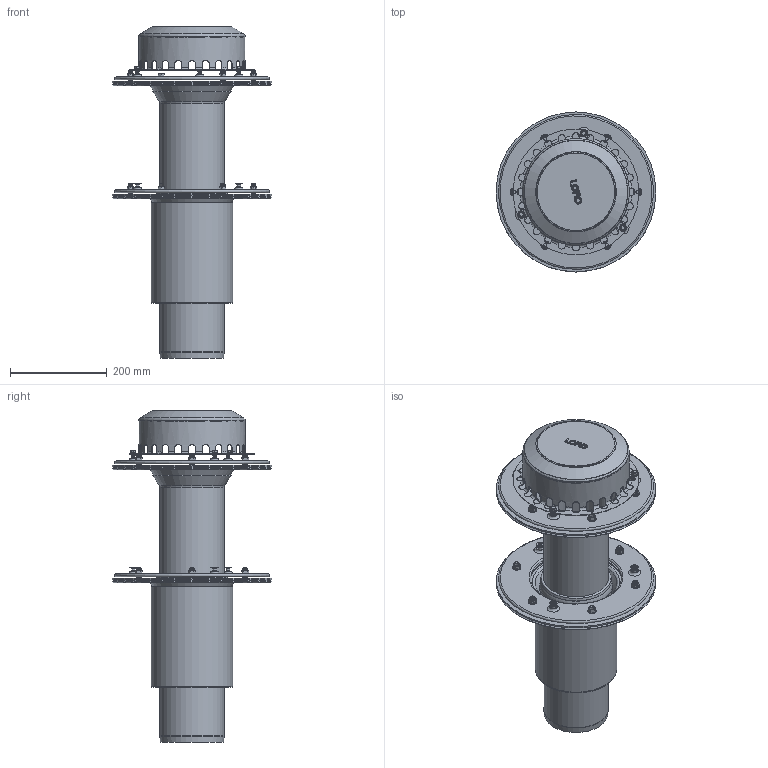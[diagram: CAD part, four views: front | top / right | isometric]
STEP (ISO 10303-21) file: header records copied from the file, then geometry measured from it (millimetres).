
FILE_DESCRIPTION(/* description */ (''),/* implementation_level */ '2;1');
FILE_NAME(/* name */ '22122.125X_3D.stp',/* time_stamp */ '2024-12-12T09:29:52+01:00',/* author */ ('CAD'),/* organization */ (''),/* preprocessor_version */ 'ST-DEVELOPER v20',/* originating_system */ 'AutoCAD Mechanical',/* authorisation */ '');
FILE_SCHEMA (('AUTOMOTIVE_DESIGN { 1 0 10303 214 3 1 1 }'));
Length unit declared in the file: millimetre
Products named in the file (8): Product; *S3; *U5; *U4; *U7; *U6; *U9; *U8
Assembly tree (19 placements, depth 3):
  Product
    *S3
    *U5
      *U4  x6
    *U7
      *U6  x3
    *U9
      *U8  x6
Bounding box: 330 x 330 x 685.4 mm (x, y, z)
Volume: 4349463 mm3; surface area: 2191566.6 mm2
Topology: 51 solids, 51 shells, 1256 faces, 2852 edges, 1711 vertices
Faces by surface type: cone 543, plane 334, cylinder 228, torus 145, sphere 3, bspline 3
Full cylindrical faces by diameter (mm): 6.647 x1, 6.65 x1, 7 x24, 8 x40, 9.5 x2, 10 x12, 10.5 x2, 12 x1, 14 x12, 16 x13, 129 x2, 131.67 x1, 133 x2, 133.1 x1, 136.62 x1, 136.8 x1, 136.931 x1, 140.8 x2, 141 x1, 141.57 x1, 145.332 x1, 145.8 x1, 149.8 x1, 153 x1, 162.3 x1, 162.5 x2, 168 x1, 168.3 x1, 190 x2, 213.5 x1
Entity records: 33326 total; most frequent: CARTESIAN_POINT 9385, DIRECTION 5305, ORIENTED_EDGE 4686, EDGE_CURVE 2343, AXIS2_PLACEMENT_3D 2216, VERTEX_POINT 1407, EDGE_LOOP 1208, CIRCLE 1159
